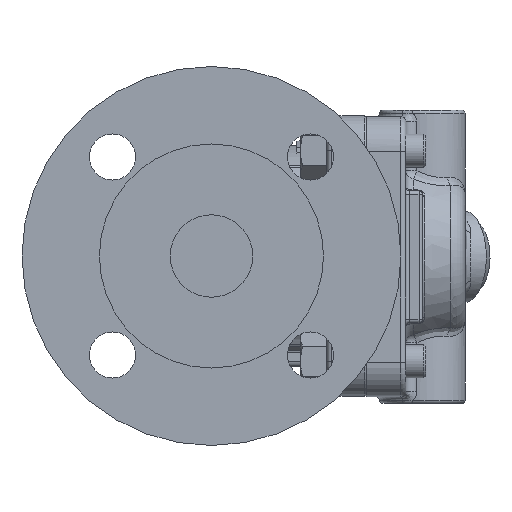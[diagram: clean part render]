
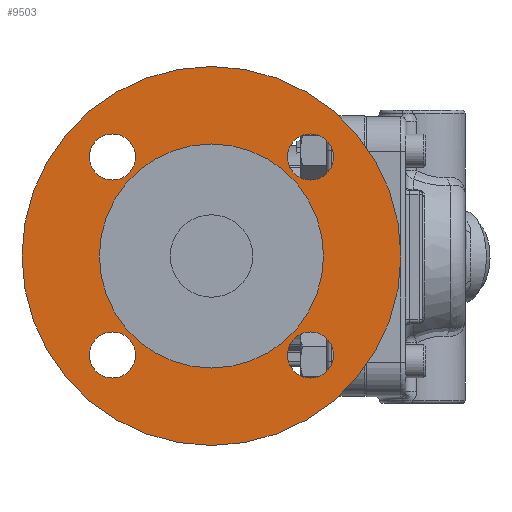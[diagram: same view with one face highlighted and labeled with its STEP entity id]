
A CAD part, left-side view. The second image highlights one B-rep face of the part: STEP entity #9503.
In plain terms, the highlighted planar face has unit normal (-1, 0, 0).
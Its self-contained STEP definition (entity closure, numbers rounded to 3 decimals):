
#674=FACE_BOUND('',#2701,.T.);
#675=FACE_BOUND('',#2702,.T.);
#676=FACE_BOUND('',#2703,.T.);
#677=FACE_BOUND('',#2704,.T.);
#678=FACE_BOUND('',#2705,.T.);
#2075=FACE_OUTER_BOUND('',#2700,.T.);
#2700=EDGE_LOOP('',(#6346));
#2701=EDGE_LOOP('',(#6347));
#2702=EDGE_LOOP('',(#6348));
#2703=EDGE_LOOP('',(#6349));
#2704=EDGE_LOOP('',(#6350));
#2705=EDGE_LOOP('',(#6351));
#3353=CIRCLE('',#10177,7.);
#3355=CIRCLE('',#10180,7.);
#3357=CIRCLE('',#10183,7.);
#3360=CIRCLE('',#10187,34.);
#3361=CIRCLE('',#10189,57.5);
#3362=CIRCLE('',#10190,7.);
#3841=VERTEX_POINT('',#13945);
#3843=VERTEX_POINT('',#13951);
#3845=VERTEX_POINT('',#13957);
#3848=VERTEX_POINT('',#13965);
#3849=VERTEX_POINT('',#13969);
#3850=VERTEX_POINT('',#13971);
#4780=EDGE_CURVE('',#3841,#3841,#3353,.T.);
#4783=EDGE_CURVE('',#3843,#3843,#3355,.T.);
#4786=EDGE_CURVE('',#3845,#3845,#3357,.T.);
#4791=EDGE_CURVE('',#3848,#3848,#3360,.T.);
#4792=EDGE_CURVE('',#3849,#3849,#3361,.T.);
#4793=EDGE_CURVE('',#3850,#3850,#3362,.T.);
#6346=ORIENTED_EDGE('',*,*,#4792,.F.);
#6347=ORIENTED_EDGE('',*,*,#4780,.T.);
#6348=ORIENTED_EDGE('',*,*,#4783,.T.);
#6349=ORIENTED_EDGE('',*,*,#4786,.T.);
#6350=ORIENTED_EDGE('',*,*,#4793,.F.);
#6351=ORIENTED_EDGE('',*,*,#4791,.F.);
#9266=PLANE('',#10188);
#9503=ADVANCED_FACE('',(#2075,#674,#675,#676,#677,#678),#9266,.T.);
#10177=AXIS2_PLACEMENT_3D('',#13946,#11305,#11306);
#10180=AXIS2_PLACEMENT_3D('',#13952,#11312,#11313);
#10183=AXIS2_PLACEMENT_3D('',#13958,#11319,#11320);
#10187=AXIS2_PLACEMENT_3D('',#13967,#11329,#11330);
#10188=AXIS2_PLACEMENT_3D('',#13968,#11331,#11332);
#10189=AXIS2_PLACEMENT_3D('',#13970,#11333,#11334);
#10190=AXIS2_PLACEMENT_3D('',#13972,#11335,#11336);
#11305=DIRECTION('center_axis',(1.,0.,0.));
#11306=DIRECTION('ref_axis',(0.,1.,0.));
#11312=DIRECTION('center_axis',(1.,0.,0.));
#11313=DIRECTION('ref_axis',(0.,0.,
-1.));
#11319=DIRECTION('center_axis',(1.,0.,0.));
#11320=DIRECTION('ref_axis',(0.,-1.,0.));
#11329=DIRECTION('center_axis',(-1.,0.,0.));
#11330=DIRECTION('ref_axis',(0.,0.,
-1.));
#11331=DIRECTION('center_axis',(-1.,0.,0.));
#11332=DIRECTION('ref_axis',(0.,0.,
1.));
#11333=DIRECTION('center_axis',(1.,0.,0.));
#11334=DIRECTION('ref_axis',(0.,0.,
-1.));
#11335=DIRECTION('center_axis',(-1.,0.,0.));
#11336=DIRECTION('ref_axis',(0.,0.,
1.));
#13945=CARTESIAN_POINT('',(-83.417,-28.003,-27.3));
#13946=CARTESIAN_POINT('Origin',(-83.417,-21.003,-27.3));
#13951=CARTESIAN_POINT('',(-83.417,-21.003,39.804));
#13952=CARTESIAN_POINT('Origin',(-83.417,-21.003,32.804));
#13957=CARTESIAN_POINT('',(-83.417,46.101,32.804));
#13958=CARTESIAN_POINT('Origin',(-83.417,39.101,32.804));
#13965=CARTESIAN_POINT('',(-83.417,9.049,36.752));
#13967=CARTESIAN_POINT('Origin',(-83.417,9.049,2.752));
#13968=CARTESIAN_POINT('Origin',(-83.417,9.049,2.752));
#13969=CARTESIAN_POINT('',(-83.417,9.049,60.252));
#13970=CARTESIAN_POINT('Origin',(-83.417,9.049,2.752));
#13971=CARTESIAN_POINT('',(-83.417,39.101,-34.3));
#13972=CARTESIAN_POINT('Origin',(-83.417,39.101,-27.3));
